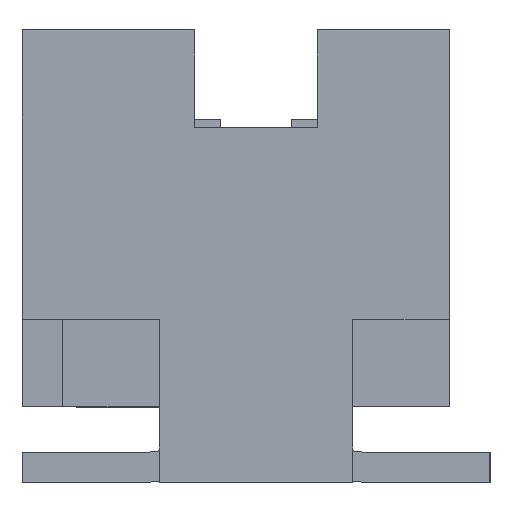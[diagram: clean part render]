
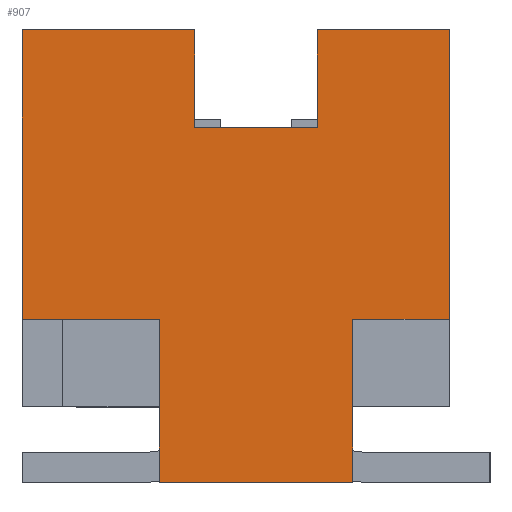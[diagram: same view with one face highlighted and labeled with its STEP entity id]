
A CAD part, left-side view. The second image highlights one B-rep face of the part: STEP entity #907.
In plain terms, the highlighted planar face has unit normal (-1, 0, 0).
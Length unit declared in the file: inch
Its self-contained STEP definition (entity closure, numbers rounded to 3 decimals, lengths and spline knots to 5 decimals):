
#243=FACE_OUTER_BOUND('',#2661,.T.);
#907=ADVANCED_FACE('',(#243),#1578,.T.);
#1578=PLANE('',#12843);
#2661=EDGE_LOOP('',(#3858,#3859,#3860,#3861,#3862,#3863,#3864,#3865,#3866,
#3867,#3868,#3869));
#3858=ORIENTED_EDGE('',*,*,#8744,.T.);
#3859=ORIENTED_EDGE('',*,*,#8745,.T.);
#3860=ORIENTED_EDGE('',*,*,#8746,.F.);
#3861=ORIENTED_EDGE('',*,*,#8747,.F.);
#3862=ORIENTED_EDGE('',*,*,#8743,.T.);
#3863=ORIENTED_EDGE('',*,*,#8709,.F.);
#3864=ORIENTED_EDGE('',*,*,#8748,.F.);
#3865=ORIENTED_EDGE('',*,*,#8749,.F.);
#3866=ORIENTED_EDGE('',*,*,#8750,.F.);
#3867=ORIENTED_EDGE('',*,*,#8677,.F.);
#3868=ORIENTED_EDGE('',*,*,#8751,.F.);
#3869=ORIENTED_EDGE('',*,*,#8752,.T.);
#7448=VERTEX_POINT('',#17958);
#7449=VERTEX_POINT('',#17959);
#7472=VERTEX_POINT('',#18019);
#7473=VERTEX_POINT('',#18021);
#7493=VERTEX_POINT('',#18067);
#7501=VERTEX_POINT('',#18088);
#7502=VERTEX_POINT('',#18089);
#7503=VERTEX_POINT('',#18091);
#7504=VERTEX_POINT('',#18093);
#7505=VERTEX_POINT('',#18096);
#7506=VERTEX_POINT('',#18098);
#7507=VERTEX_POINT('',#18101);
#8677=EDGE_CURVE('',#7448,#7449,#10374,.T.);
#8709=EDGE_CURVE('',#7472,#7473,#10406,.T.);
#8743=EDGE_CURVE('',#7493,#7473,#10440,.T.);
#8744=EDGE_CURVE('',#7501,#7502,#10441,.T.);
#8745=EDGE_CURVE('',#7502,#7503,#10442,.T.);
#8746=EDGE_CURVE('',#7504,#7503,#10443,.T.);
#8747=EDGE_CURVE('',#7493,#7504,#10444,.T.);
#8748=EDGE_CURVE('',#7505,#7472,#10445,.T.);
#8749=EDGE_CURVE('',#7506,#7505,#10446,.T.);
#8750=EDGE_CURVE('',#7449,#7506,#10447,.T.);
#8751=EDGE_CURVE('',#7507,#7448,#10448,.T.);
#8752=EDGE_CURVE('',#7507,#7501,#10449,.T.);
#10374=LINE('',#17957,#11753);
#10406=LINE('',#18020,#11785);
#10440=LINE('',#18085,#11819);
#10441=LINE('',#18087,#11820);
#10442=LINE('',#18090,#11821);
#10443=LINE('',#18092,#11822);
#10444=LINE('',#18094,#11823);
#10445=LINE('',#18095,#11824);
#10446=LINE('',#18097,#11825);
#10447=LINE('',#18099,#11826);
#10448=LINE('',#18100,#11827);
#10449=LINE('',#18102,#11828);
#11753=VECTOR('',#13940,1.);
#11785=VECTOR('',#13984,1.);
#11819=VECTOR('',#14024,1.);
#11820=VECTOR('',#14027,1.);
#11821=VECTOR('',#14028,1.);
#11822=VECTOR('',#14029,1.);
#11823=VECTOR('',#14030,1.);
#11824=VECTOR('',#14031,1.);
#11825=VECTOR('',#14032,1.);
#11826=VECTOR('',#14033,1.);
#11827=VECTOR('',#14034,1.);
#11828=VECTOR('',#14035,1.);
#12843=AXIS2_PLACEMENT_3D('',#18103,#14036,#14037);
#13940=DIRECTION('',(0.,-1.,0.));
#13984=DIRECTION('',(0.,-1.,0.));
#14024=DIRECTION('',(0.,0.,1.));
#14027=DIRECTION('',(0.,0.,-1.));
#14028=DIRECTION('',(0.,-1.,0.));
#14029=DIRECTION('',(0.,0.,-1.));
#14030=DIRECTION('',(0.,1.,0.));
#14031=DIRECTION('',(0.,0.,1.));
#14032=DIRECTION('',(0.,-1.,0.));
#14033=DIRECTION('',(0.,0.,-1.));
#14034=DIRECTION('',(0.,0.,1.));
#14035=DIRECTION('',(0.,-1.,0.));
#14036=DIRECTION('',(-1.,0.,0.));
#14037=DIRECTION('',(0.,0.,1.));
#17957=CARTESIAN_POINT('',(-0.11,0.095,0.2223));
#17958=CARTESIAN_POINT('',(-0.11,0.115,0.2223));
#17959=CARTESIAN_POINT('',(-0.11,0.03,0.2223));
#18019=CARTESIAN_POINT('',(-0.11,-0.03,0.2223));
#18020=CARTESIAN_POINT('',(-0.11,0.095,0.2223));
#18021=CARTESIAN_POINT('',(-0.11,-0.095,0.2223));
#18067=CARTESIAN_POINT('',(-0.11,-0.095,0.08));
#18085=CARTESIAN_POINT('',(-0.11,-0.095,0.0373));
#18087=CARTESIAN_POINT('',(-0.11,0.0475,0.08));
#18088=CARTESIAN_POINT('',(-0.11,0.0475,0.08));
#18089=CARTESIAN_POINT('',(-0.11,0.0475,0.));
#18090=CARTESIAN_POINT('',(-0.11,0.095,0.));
#18091=CARTESIAN_POINT('',(-0.11,-0.0475,0.));
#18092=CARTESIAN_POINT('',(-0.11,-0.0475,0.08));
#18093=CARTESIAN_POINT('',(-0.11,-0.0475,0.08));
#18094=CARTESIAN_POINT('',(-0.11,-0.0475,0.08));
#18095=CARTESIAN_POINT('',(-0.11,-0.03,0.0373));
#18096=CARTESIAN_POINT('',(-0.11,-0.03,0.1743));
#18097=CARTESIAN_POINT('',(-0.11,0.,0.1743));
#18098=CARTESIAN_POINT('',(-0.11,0.03,0.1743));
#18099=CARTESIAN_POINT('',(-0.11,0.03,0.0373));
#18100=CARTESIAN_POINT('',(-0.11,0.115,0.0173));
#18101=CARTESIAN_POINT('',(-0.11,0.115,0.08));
#18102=CARTESIAN_POINT('',(-0.11,0.0475,0.08));
#18103=CARTESIAN_POINT('',(-0.11,0.,0.0373));
